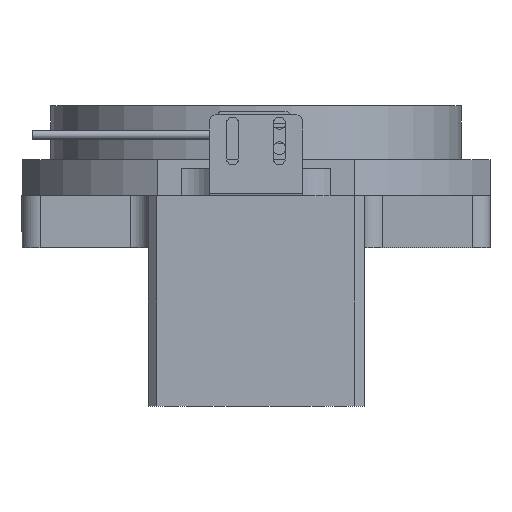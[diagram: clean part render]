
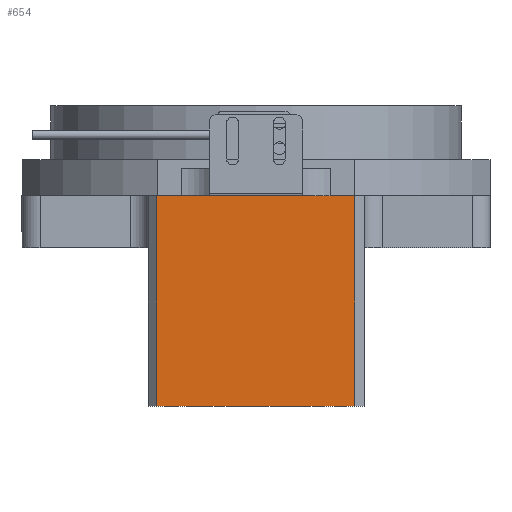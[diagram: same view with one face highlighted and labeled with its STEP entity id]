
A CAD part, front view. The second image highlights one B-rep face of the part: STEP entity #654.
In plain terms, the highlighted planar face has unit normal (0, -1, 0).
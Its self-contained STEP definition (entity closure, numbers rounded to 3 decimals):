
#146 = AXIS2_PLACEMENT_3D ( 'NONE', #3440, #4793, #886 ) ;
#317 = EDGE_CURVE ( 'NONE', #3960, #3291, #7218, .T. ) ;
#527 = LINE ( 'NONE', #6352, #6741 ) ;
#533 = EDGE_CURVE ( 'NONE', #3291, #2604, #5820, .T. ) ;
#654 = ADVANCED_FACE ( 'NONE', ( #4076 ), #846, .F. ) ;
#846 = PLANE ( 'NONE',  #146 ) ;
#886 = DIRECTION ( 'NONE',  ( 1., 0., 0. ) ) ;
#2040 = EDGE_CURVE ( 'NONE', #3960, #2106, #5561, .T. ) ;
#2055 = VECTOR ( 'NONE', #7229, 1000. ) ;
#2106 = VERTEX_POINT ( 'NONE', #4493 ) ;
#2243 = VECTOR ( 'NONE', #8108, 1000. ) ;
#2604 = VERTEX_POINT ( 'NONE', #6347 ) ;
#2784 = DIRECTION ( 'NONE',  ( 1., 0., 0. ) ) ;
#2922 = CARTESIAN_POINT ( 'NONE',  ( -27.5, -93.8, 39.5 ) ) ;
#3291 = VERTEX_POINT ( 'NONE', #4838 ) ;
#3440 = CARTESIAN_POINT ( 'NONE',  ( -27.5, -93.8, 39.5 ) ) ;
#3485 = VECTOR ( 'NONE', #2784, 1000. ) ;
#3937 = CARTESIAN_POINT ( 'NONE',  ( -27.5, -93.8, 14.5 ) ) ;
#3960 = VERTEX_POINT ( 'NONE', #8313 ) ;
#4076 = FACE_OUTER_BOUND ( 'NONE', #8114, .T. ) ;
#4493 = CARTESIAN_POINT ( 'NONE',  ( -27.5, -93.8, -44. ) ) ;
#4591 = ORIENTED_EDGE ( 'NONE', *, *, #2040, .T. ) ;
#4718 = ORIENTED_EDGE ( 'NONE', *, *, #533, .F. ) ;
#4793 = DIRECTION ( 'NONE',  ( 0., 1., 0. ) ) ;
#4838 = CARTESIAN_POINT ( 'NONE',  ( 27.5, -93.8, 14.5 ) ) ;
#4868 = DIRECTION ( 'NONE',  ( -1., 0., 0. ) ) ;
#5561 = LINE ( 'NONE', #2922, #2243 ) ;
#5696 = ORIENTED_EDGE ( 'NONE', *, *, #317, .F. ) ;
#5820 = LINE ( 'NONE', #8410, #2055 ) ;
#6347 = CARTESIAN_POINT ( 'NONE',  ( 27.5, -93.8, -44. ) ) ;
#6352 = CARTESIAN_POINT ( 'NONE',  ( 27.5, -93.8, -44. ) ) ;
#6471 = EDGE_CURVE ( 'NONE', #2604, #2106, #527, .T. ) ;
#6741 = VECTOR ( 'NONE', #4868, 1000. ) ;
#7218 = LINE ( 'NONE', #3937, #3485 ) ;
#7229 = DIRECTION ( 'NONE',  ( 0., 0., -1. ) ) ;
#7836 = ORIENTED_EDGE ( 'NONE', *, *, #6471, .F. ) ;
#8108 = DIRECTION ( 'NONE',  ( 0., 0., -1. ) ) ;
#8114 = EDGE_LOOP ( 'NONE', ( #5696, #4591, #7836, #4718 ) ) ;
#8313 = CARTESIAN_POINT ( 'NONE',  ( -27.5, -93.8, 14.5 ) ) ;
#8410 = CARTESIAN_POINT ( 'NONE',  ( 27.5, -93.8, 39.5 ) ) ;
